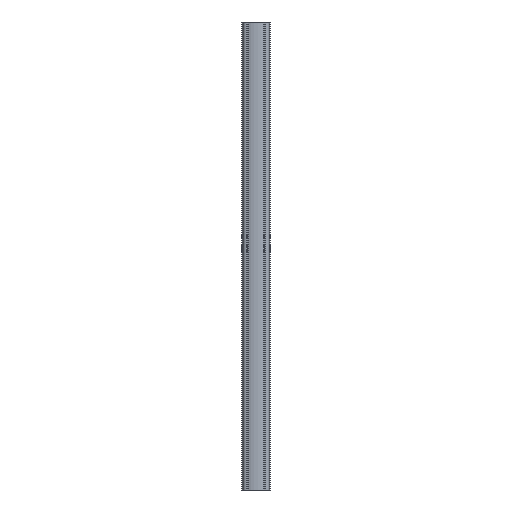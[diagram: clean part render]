
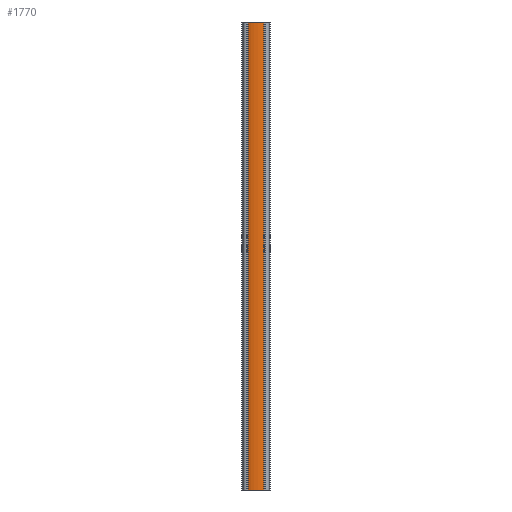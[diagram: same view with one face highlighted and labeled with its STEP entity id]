
A CAD part, front view. The second image highlights one B-rep face of the part: STEP entity #1770.
In plain terms, the highlighted cylindrical face has radius 36 mm (diameter 72 mm), a partial arc.
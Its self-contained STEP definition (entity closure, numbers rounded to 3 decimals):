
#267 = DIRECTION ( 'NONE',  ( 0., 1., 0. ) ) ;
#272 = CARTESIAN_POINT ( 'NONE',  ( 12.434, -33.785, 566.91 ) ) ;
#354 = ORIENTED_EDGE ( 'NONE', *, *, #635, .T. ) ;
#438 = VERTEX_POINT ( 'NONE', #3373 ) ;
#576 = DIRECTION ( 'NONE',  ( -1., 0., 0. ) ) ;
#635 = EDGE_CURVE ( 'NONE', #2158, #2335, #2666, .T. ) ;
#699 = CARTESIAN_POINT ( 'NONE',  ( 12.434, -33.785, 52.91 ) ) ;
#725 = DIRECTION ( 'NONE',  ( 0., 0., 1. ) ) ;
#761 = VECTOR ( 'NONE', #2327, 1000. ) ;
#763 = EDGE_LOOP ( 'NONE', ( #354, #2464, #2462, #1276 ) ) ;
#954 = CYLINDRICAL_SURFACE ( 'NONE', #2615, 36. ) ;
#988 = VERTEX_POINT ( 'NONE', #2040 ) ;
#1090 = LINE ( 'NONE', #2116, #2776 ) ;
#1100 = CIRCLE ( 'NONE', #2757, 36. ) ;
#1276 = ORIENTED_EDGE ( 'NONE', *, *, #1592, .T. ) ;
#1592 = EDGE_CURVE ( 'NONE', #438, #2158, #1100, .T. ) ;
#1665 = DIRECTION ( 'NONE',  ( 0., 0., 1. ) ) ;
#1770 = ADVANCED_FACE ( 'NONE', ( #3446 ), #954, .T. ) ;
#1895 = DIRECTION ( 'NONE',  ( 0., 0., 1. ) ) ;
#1977 = EDGE_CURVE ( 'NONE', #438, #988, #1090, .T. ) ;
#2040 = CARTESIAN_POINT ( 'NONE',  ( -12.434, -33.785, 566.91 ) ) ;
#2116 = CARTESIAN_POINT ( 'NONE',  ( -12.434, -33.785, 52.91 ) ) ;
#2158 = VERTEX_POINT ( 'NONE', #2763 ) ;
#2327 = DIRECTION ( 'NONE',  ( 0., 0., 1. ) ) ;
#2335 = VERTEX_POINT ( 'NONE', #272 ) ;
#2462 = ORIENTED_EDGE ( 'NONE', *, *, #1977, .F. ) ;
#2464 = ORIENTED_EDGE ( 'NONE', *, *, #3042, .F. ) ;
#2615 = AXIS2_PLACEMENT_3D ( 'NONE', #2885, #725, #3140 ) ;
#2666 = LINE ( 'NONE', #699, #761 ) ;
#2699 = CARTESIAN_POINT ( 'NONE',  ( 0., 0., 566.91 ) ) ;
#2757 = AXIS2_PLACEMENT_3D ( 'NONE', #3308, #1665, #576 ) ;
#2763 = CARTESIAN_POINT ( 'NONE',  ( 12.434, -33.785, -183.09 ) ) ;
#2776 = VECTOR ( 'NONE', #2978, 1000. ) ;
#2885 = CARTESIAN_POINT ( 'NONE',  ( 0., 0., 52.91 ) ) ;
#2978 = DIRECTION ( 'NONE',  ( 0., 0., 1. ) ) ;
#3042 = EDGE_CURVE ( 'NONE', #988, #2335, #3396, .T. ) ;
#3140 = DIRECTION ( 'NONE',  ( -1., 0., 0. ) ) ;
#3189 = AXIS2_PLACEMENT_3D ( 'NONE', #2699, #1895, #267 ) ;
#3308 = CARTESIAN_POINT ( 'NONE',  ( 0., 0., -183.09 ) ) ;
#3373 = CARTESIAN_POINT ( 'NONE',  ( -12.434, -33.785, -183.09 ) ) ;
#3396 = CIRCLE ( 'NONE', #3189, 36. ) ;
#3446 = FACE_OUTER_BOUND ( 'NONE', #763, .T. ) ;
